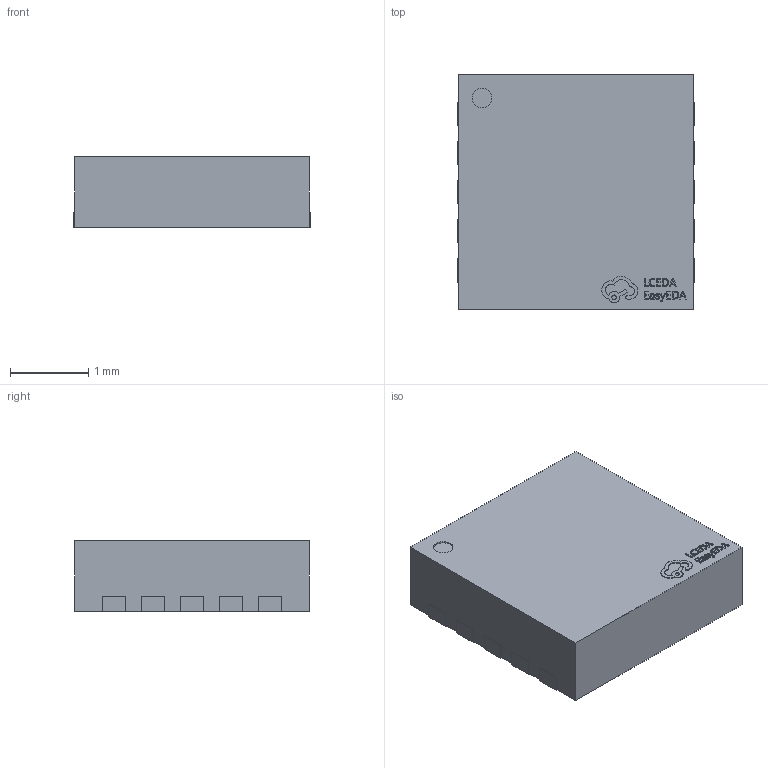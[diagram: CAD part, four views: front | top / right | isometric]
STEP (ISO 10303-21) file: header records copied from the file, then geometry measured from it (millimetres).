
FILE_DESCRIPTION (( 'STEP AP214' ), '1' );
FILE_NAME ('DFN-10_L3.0-W3.0-H0.9-P0.50.step', '2022-06-30T13:03:06', ( '' ), ( '' ), 'SwSTEP 2.0', 'SolidWorks 2020', '' );
FILE_SCHEMA (( 'AUTOMOTIVE_DESIGN' ));
Length unit declared in the file: millimetre
Products named in the file (1): DFN-10_L3.0-W3.0-H0.9-P0.50
Bounding box: 3.02 x 3 x 0.92 mm (x, y, z)
Volume: 8.2 mm3; surface area: 29.3 mm2
Topology: 1 solids, 1 shells, 364 faces, 1002 edges, 668 vertices
Faces by surface type: plane 234, bspline 112, cylinder 18
Entity records: 15898 total; most frequent: CARTESIAN_POINT 4139, ORIENTED_EDGE 2004, DIRECTION 1316, EDGE_CURVE 1002, VECTOR 738, LINE 738, VERTEX_POINT 668, EDGE_LOOP 392
